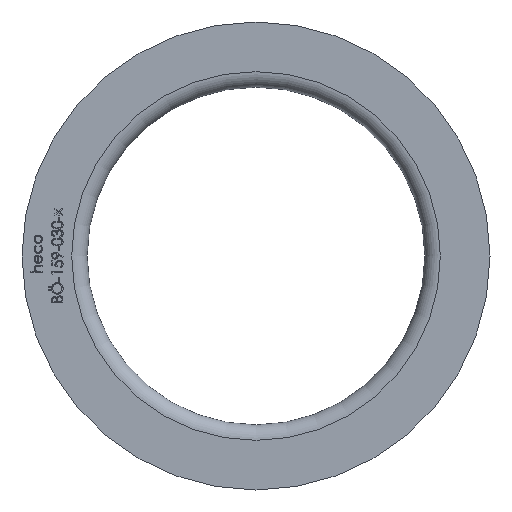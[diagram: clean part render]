
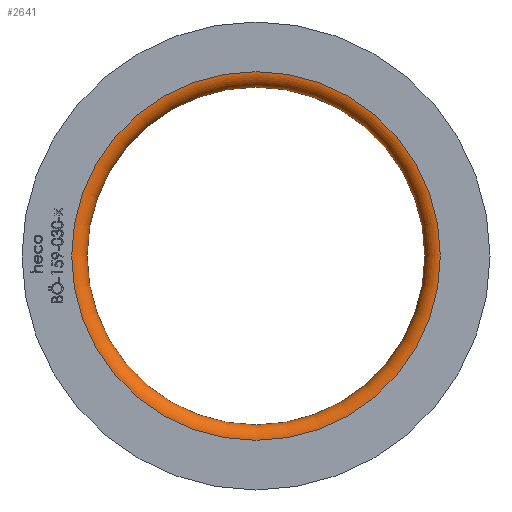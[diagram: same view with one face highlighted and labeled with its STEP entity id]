
A CAD part, left-side view. The second image highlights one B-rep face of the part: STEP entity #2641.
In plain terms, the highlighted toroidal (fillet/blend) face has major radius 83.5 mm and minor radius 7 mm.
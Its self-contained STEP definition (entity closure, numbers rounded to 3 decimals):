
#1073 = CIRCLE ( 'NONE', #4289, 76.5 ) ;
#1493 = ORIENTED_EDGE ( 'NONE', *, *, #9018, .F. ) ;
#2016 = ORIENTED_EDGE ( 'NONE', *, *, #9207, .T. ) ;
#2373 = DIRECTION ( 'NONE',  ( 0., 0., 1. ) ) ;
#2397 = CARTESIAN_POINT ( 'NONE',  ( 7., 0., 0. ) ) ;
#2641 = ADVANCED_FACE ( 'NONE', ( #15139, #4788 ), #4466, .T. ) ;
#3727 = EDGE_LOOP ( 'NONE', ( #2016 ) ) ;
#3812 = EDGE_LOOP ( 'NONE', ( #1493 ) ) ;
#4100 = CARTESIAN_POINT ( 'NONE',  ( 0., 0., 83.5 ) ) ;
#4289 = AXIS2_PLACEMENT_3D ( 'NONE', #8096, #10488, #2373 ) ;
#4466 = TOROIDAL_SURFACE ( 'NONE', #8685, 83.5, 7. ) ;
#4788 = FACE_OUTER_BOUND ( 'NONE', #3727, .T. ) ;
#6266 = AXIS2_PLACEMENT_3D ( 'NONE', #14512, #13364, #11041 ) ;
#6430 = VERTEX_POINT ( 'NONE', #14679 ) ;
#8052 = DIRECTION ( 'NONE',  ( -1., 0., 0. ) ) ;
#8096 = CARTESIAN_POINT ( 'NONE',  ( 7., 0., 0. ) ) ;
#8685 = AXIS2_PLACEMENT_3D ( 'NONE', #2397, #8052, #13045 ) ;
#8726 = CIRCLE ( 'NONE', #6266, 83.5 ) ;
#9018 = EDGE_CURVE ( 'NONE', #6430, #6430, #1073, .T. ) ;
#9207 = EDGE_CURVE ( 'NONE', #10147, #10147, #8726, .T. ) ;
#10147 = VERTEX_POINT ( 'NONE', #4100 ) ;
#10488 = DIRECTION ( 'NONE',  ( -1., 0., 0. ) ) ;
#11041 = DIRECTION ( 'NONE',  ( 0., 0., 1. ) ) ;
#13045 = DIRECTION ( 'NONE',  ( 0., 0., 1. ) ) ;
#13364 = DIRECTION ( 'NONE',  ( -1., 0., 0. ) ) ;
#14512 = CARTESIAN_POINT ( 'NONE',  ( 0., 0., 0. ) ) ;
#14679 = CARTESIAN_POINT ( 'NONE',  ( 7., 0., 76.5 ) ) ;
#15139 = FACE_OUTER_BOUND ( 'NONE', #3812, .T. ) ;
